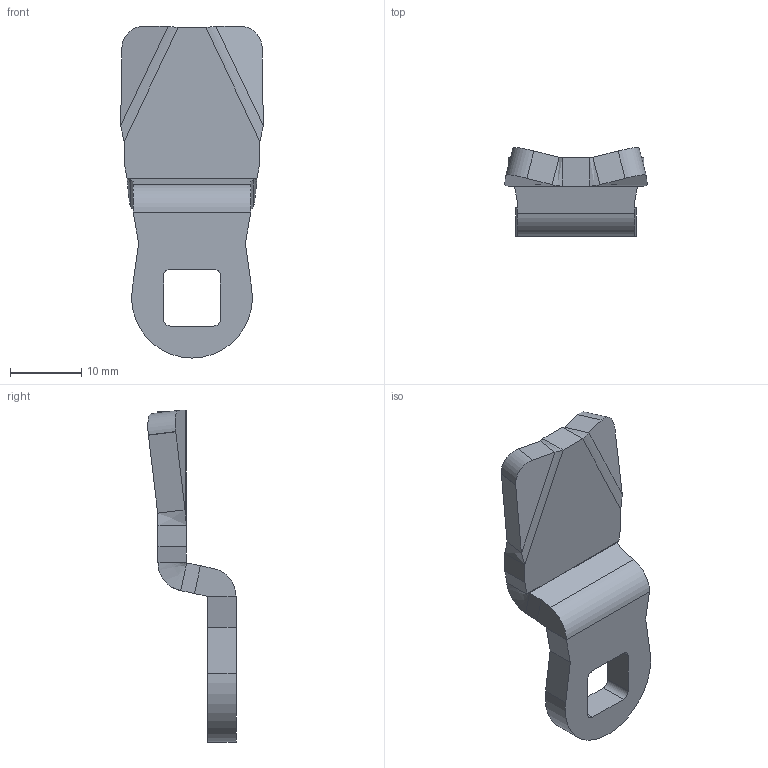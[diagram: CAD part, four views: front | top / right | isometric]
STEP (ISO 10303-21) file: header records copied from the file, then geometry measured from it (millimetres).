
FILE_DESCRIPTION (( 'STEP AP203' ), '1' );
FILE_NAME ('1024 DIL.STEP', '2022-07-06T12:54:08', ( '' ), ( '' ), 'SwSTEP 2.0', 'SolidWorks 2021', '' );
FILE_SCHEMA (( 'CONFIG_CONTROL_DESIGN' ));
Length unit declared in the file: millimetre
Products named in the file (1): 1024 DIL
Bounding box: 20.08 x 12.42 x 46.73 mm (x, y, z)
Volume: 3208 mm3; surface area: 2249.8 mm2
Topology: 1 solids, 1 shells, 89 faces, 218 edges, 136 vertices
Faces by surface type: plane 55, cylinder 20, bspline 14
Entity records: 3121 total; most frequent: CARTESIAN_POINT 1026, ORIENTED_EDGE 436, DIRECTION 370, EDGE_CURVE 218, LINE 162, VECTOR 162, VERTEX_POINT 136, AXIS2_PLACEMENT_3D 104
